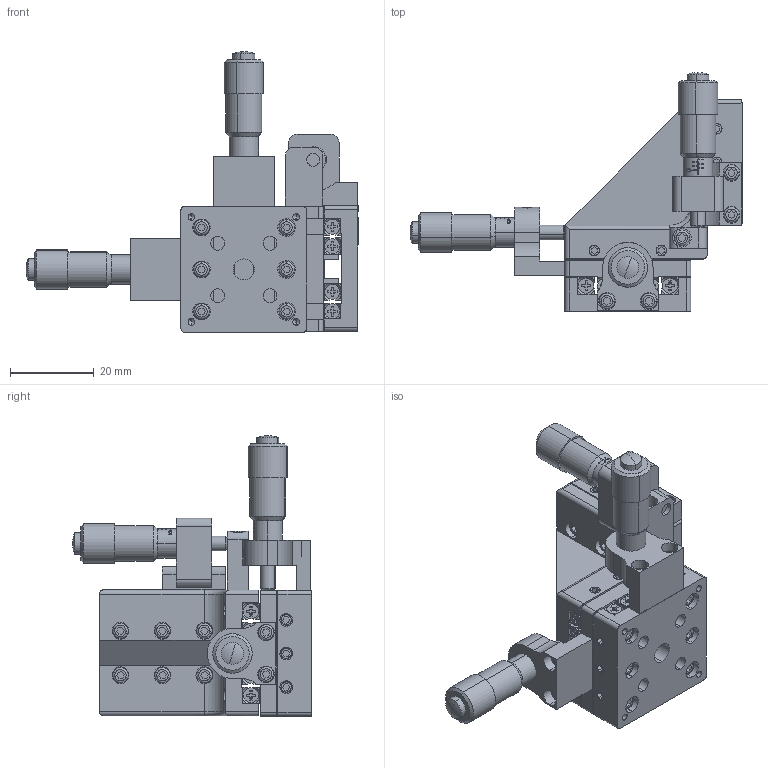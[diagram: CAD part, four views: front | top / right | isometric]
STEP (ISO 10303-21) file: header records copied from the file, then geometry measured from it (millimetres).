
FILE_DESCRIPTION (( 'STEP AP203' ), '1' );
FILE_NAME ('56CTS-4LSM.STEP', '2016-05-04T07:46:31', ( '' ), ( '' ), 'SwSTEP 2.0', 'SolidWorks 2016', '' );
FILE_SCHEMA (( 'CONFIG_CONTROL_DESIGN' ));
Length unit declared in the file: millimetre
Products named in the file (1): 56CTS-4LSM
Bounding box: 79.1 x 56.9 x 66.9 mm (x, y, z)
Volume: 36999.1 mm3; surface area: 38354.5 mm2
Topology: 96 solids, 96 shells, 2821 faces, 7035 edges, 4488 vertices
Faces by surface type: plane 1507, cylinder 775, cone 412, torus 70, bspline 51, sphere 6
Entity records: 88897 total; most frequent: CARTESIAN_POINT 20807, DIRECTION 14121, ORIENTED_EDGE 13970, EDGE_CURVE 6985, AXIS2_PLACEMENT_3D 4933, VERTEX_POINT 4488, VECTOR 4255, LINE 4255
